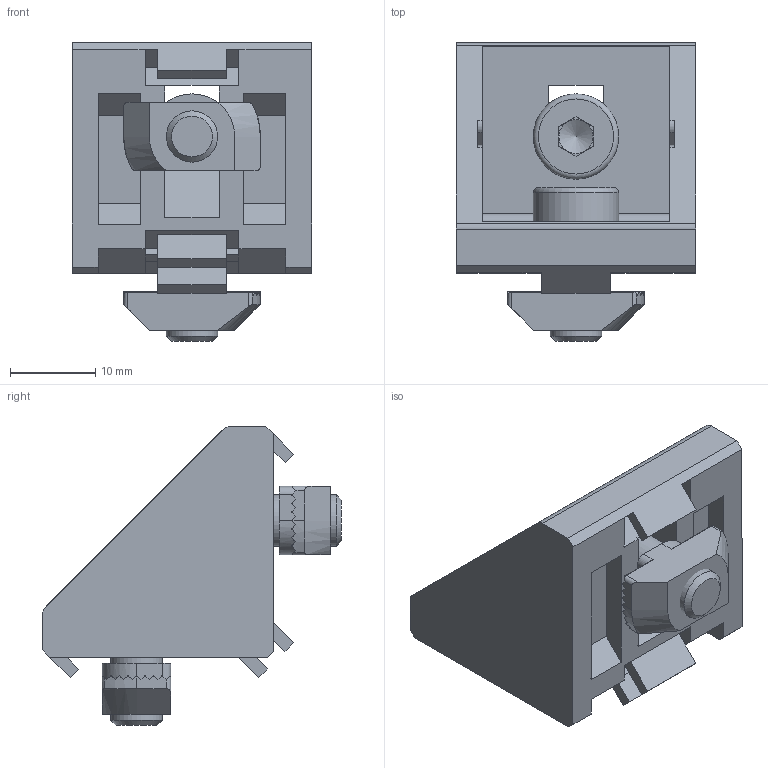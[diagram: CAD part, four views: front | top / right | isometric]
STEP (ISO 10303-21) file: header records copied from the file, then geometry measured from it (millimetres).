
FILE_DESCRIPTION(('FreeCAD Model'),'2;1');
FILE_NAME('Open CASCADE Shape Model','2024-03-19T12:34:18',(''),(''), 'Open CASCADE STEP processor 7.6','FreeCAD','Unknown');
FILE_SCHEMA(('AUTOMOTIVE_DESIGN { 1 0 10303 214 1 1 1 1 }'));
Length unit declared in the file: millimetre
Products named in the file (4): STB8-KE3030; 093W303N08S13-1; 093W303N08S13-3; 093W303N08S13-6
Assembly tree (5 placements, depth 2):
  STB8-KE3030
    093W303N08S13-1
    093W303N08S13-3  x2
    093W303N08S13-6  x2
Bounding box: 28 x 35 x 35 mm (x, y, z)
Volume: 9787.3 mm3; surface area: 7319.6 mm2
Topology: 5 solids, 5 shells, 279 faces, 764 edges, 502 vertices
Faces by surface type: plane 196, cylinder 71, torus 4, cone 4, bspline 4
Full cylindrical faces by diameter (mm): 4.917 x2, 6 x2, 10 x2
Entity records: 14110 total; most frequent: CARTESIAN_POINT 3846, DIRECTION 1854, LINE 1193, VECTOR 1193, ORIENTED_EDGE 1022, PCURVE 1022, DEFINITIONAL_REPRESENTATION 1022, EDGE_CURVE 511
